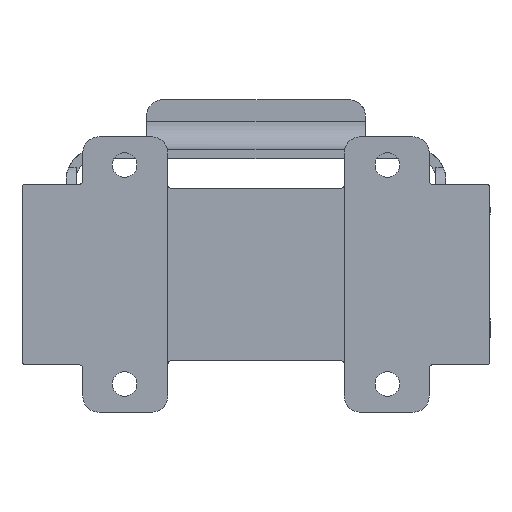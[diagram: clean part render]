
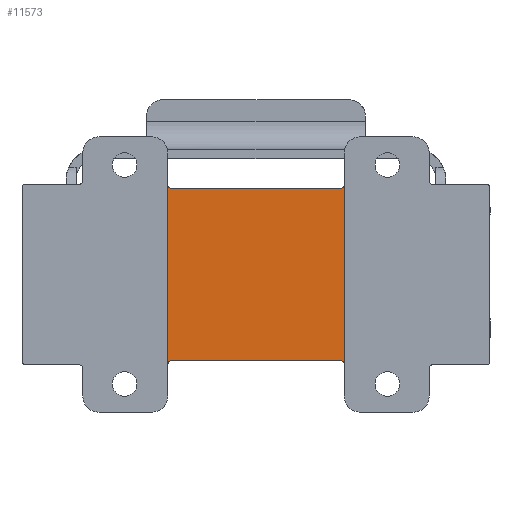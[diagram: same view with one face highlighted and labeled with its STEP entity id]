
A CAD part, front view. The second image highlights one B-rep face of the part: STEP entity #11573.
In plain terms, the highlighted planar face has unit normal (0, -1, 0).
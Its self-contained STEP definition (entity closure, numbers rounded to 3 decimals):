
#83 = CARTESIAN_POINT ( 'NONE',  ( -16.1, -51.5, -16.364 ) ) ;
#327 = DIRECTION ( 'NONE',  ( -1., 0., 0. ) ) ;
#474 = DIRECTION ( 'NONE',  ( 0., 0., 1. ) ) ;
#706 = ORIENTED_EDGE ( 'NONE', *, *, #11494, .F. ) ;
#1132 = CARTESIAN_POINT ( 'NONE',  ( -15.851, -51.5, -15.764 ) ) ;
#1188 = VERTEX_POINT ( 'NONE', #4050 ) ;
#1629 = EDGE_CURVE ( 'NONE', #2756, #1188, #6144, .T. ) ;
#1681 = CARTESIAN_POINT ( 'NONE',  ( 15.851, -51.5, 15.764 ) ) ;
#1738 = VECTOR ( 'NONE', #474, 1000. ) ;
#1756 = LINE ( 'NONE', #10368, #4219 ) ;
#2369 = EDGE_LOOP ( 'NONE', ( #13531, #8485, #3268, #9293, #4375, #8924, #706, #6079 ) ) ;
#2541 = CARTESIAN_POINT ( 'NONE',  ( -16.1, -51.5, 9.865 ) ) ;
#2668 = VERTEX_POINT ( 'NONE', #8495 ) ;
#2756 = VERTEX_POINT ( 'NONE', #11969 ) ;
#2805 = VERTEX_POINT ( 'NONE', #10980 ) ;
#3188 = VERTEX_POINT ( 'NONE', #8796 ) ;
#3191 =( BOUNDED_CURVE ( )  B_SPLINE_CURVE ( 3, ( #4498, #5577, #12949, #6670 ),
 .UNSPECIFIED., .F., .F. ) 
 B_SPLINE_CURVE_WITH_KNOTS ( ( 4, 4 ),
 ( 3.142, 4.712 ),
 .UNSPECIFIED. ) 
 CURVE ( )  GEOMETRIC_REPRESENTATION_ITEM ( )  RATIONAL_B_SPLINE_CURVE ( ( 1., 0.805, 0.805, 1. ) ) 
 REPRESENTATION_ITEM ( '' )  );
#3268 = ORIENTED_EDGE ( 'NONE', *, *, #9370, .F. ) ;
#3583 = CARTESIAN_POINT ( 'NONE',  ( -16.1, -51.5, 16.013 ) ) ;
#3675 = VERTEX_POINT ( 'NONE', #10843 ) ;
#4050 = CARTESIAN_POINT ( 'NONE',  ( 15.5, -51.5, 15.764 ) ) ;
#4219 = VECTOR ( 'NONE', #8248, 1000. ) ;
#4375 = ORIENTED_EDGE ( 'NONE', *, *, #6929, .T. ) ;
#4498 = CARTESIAN_POINT ( 'NONE',  ( 15.5, -51.5, -15.764 ) ) ;
#4509 =( BOUNDED_CURVE ( )  B_SPLINE_CURVE ( 3, ( #83, #12700, #1132, #8515 ),
 .UNSPECIFIED., .F., .F. ) 
 B_SPLINE_CURVE_WITH_KNOTS ( ( 4, 4 ),
 ( 4.712, 6.283 ),
 .UNSPECIFIED. ) 
 CURVE ( )  GEOMETRIC_REPRESENTATION_ITEM ( )  RATIONAL_B_SPLINE_CURVE ( ( 1., 0.805, 0.805, 1. ) ) 
 REPRESENTATION_ITEM ( '' )  );
#4736 = EDGE_CURVE ( 'NONE', #10417, #3675, #7391, .T. ) ;
#5577 = CARTESIAN_POINT ( 'NONE',  ( 15.851, -51.5, -15.764 ) ) ;
#5699 = CARTESIAN_POINT ( 'NONE',  ( -15.851, -51.5, 15.764 ) ) ;
#6079 = ORIENTED_EDGE ( 'NONE', *, *, #8862, .T. ) ;
#6144 =( BOUNDED_CURVE ( )  B_SPLINE_CURVE ( 3, ( #6981, #8019, #1681, #9078 ),
 .UNSPECIFIED., .F., .F. ) 
 B_SPLINE_CURVE_WITH_KNOTS ( ( 4, 4 ),
 ( 4.712, 6.283 ),
 .UNSPECIFIED. ) 
 CURVE ( )  GEOMETRIC_REPRESENTATION_ITEM ( )  RATIONAL_B_SPLINE_CURVE ( ( 1., 0.805, 0.805, 1. ) ) 
 REPRESENTATION_ITEM ( '' )  );
#6233 = PLANE ( 'NONE',  #8728 ) ;
#6286 = CARTESIAN_POINT ( 'NONE',  ( 26.725, -51.5, 9.865 ) ) ;
#6670 = CARTESIAN_POINT ( 'NONE',  ( 16.1, -51.5, -16.364 ) ) ;
#6782 = CARTESIAN_POINT ( 'NONE',  ( -15.5, -51.5, 15.764 ) ) ;
#6929 = EDGE_CURVE ( 'NONE', #12327, #2756, #12230, .T. ) ;
#6981 = CARTESIAN_POINT ( 'NONE',  ( 16.1, -51.5, 16.364 ) ) ;
#7082 = FACE_OUTER_BOUND ( 'NONE', #2369, .T. ) ;
#7360 = DIRECTION ( 'NONE',  ( 0., 0., 1. ) ) ;
#7391 = LINE ( 'NONE', #2541, #1738 ) ;
#7452 = EDGE_CURVE ( 'NONE', #2668, #12327, #3191, .T. ) ;
#7717 = CARTESIAN_POINT ( 'NONE',  ( 26.725, -51.5, -15.764 ) ) ;
#7946 =( BOUNDED_CURVE ( )  B_SPLINE_CURVE ( 3, ( #6782, #5699, #3583, #10981 ),
 .UNSPECIFIED., .F., .F. ) 
 B_SPLINE_CURVE_WITH_KNOTS ( ( 4, 4 ),
 ( 3.142, 4.712 ),
 .UNSPECIFIED. ) 
 CURVE ( )  GEOMETRIC_REPRESENTATION_ITEM ( )  RATIONAL_B_SPLINE_CURVE ( ( 1., 0.805, 0.805, 1. ) ) 
 REPRESENTATION_ITEM ( '' )  );
#8019 = CARTESIAN_POINT ( 'NONE',  ( 16.1, -51.5, 16.013 ) ) ;
#8248 = DIRECTION ( 'NONE',  ( 1., 0., 0. ) ) ;
#8485 = ORIENTED_EDGE ( 'NONE', *, *, #10595, .T. ) ;
#8495 = CARTESIAN_POINT ( 'NONE',  ( 15.5, -51.5, -15.764 ) ) ;
#8515 = CARTESIAN_POINT ( 'NONE',  ( -15.5, -51.5, -15.764 ) ) ;
#8728 = AXIS2_PLACEMENT_3D ( 'NONE', #6286, #13605, #7360 ) ;
#8796 = CARTESIAN_POINT ( 'NONE',  ( -15.5, -51.5, -15.764 ) ) ;
#8862 = EDGE_CURVE ( 'NONE', #2805, #3675, #7946, .T. ) ;
#8924 = ORIENTED_EDGE ( 'NONE', *, *, #1629, .T. ) ;
#9078 = CARTESIAN_POINT ( 'NONE',  ( 15.5, -51.5, 15.764 ) ) ;
#9293 = ORIENTED_EDGE ( 'NONE', *, *, #7452, .T. ) ;
#9370 = EDGE_CURVE ( 'NONE', #2668, #3188, #12253, .T. ) ;
#9769 = VECTOR ( 'NONE', #10375, 1000. ) ;
#10368 = CARTESIAN_POINT ( 'NONE',  ( 26.725, -51.5, 15.764 ) ) ;
#10375 = DIRECTION ( 'NONE',  ( 0., 0., 1. ) ) ;
#10417 = VERTEX_POINT ( 'NONE', #12382 ) ;
#10595 = EDGE_CURVE ( 'NONE', #10417, #3188, #4509, .T. ) ;
#10843 = CARTESIAN_POINT ( 'NONE',  ( -16.1, -51.5, 16.364 ) ) ;
#10980 = CARTESIAN_POINT ( 'NONE',  ( -15.5, -51.5, 15.764 ) ) ;
#10981 = CARTESIAN_POINT ( 'NONE',  ( -16.1, -51.5, 16.364 ) ) ;
#11426 = CARTESIAN_POINT ( 'NONE',  ( 16.1, -51.5, 9.865 ) ) ;
#11494 = EDGE_CURVE ( 'NONE', #2805, #1188, #1756, .T. ) ;
#11573 = ADVANCED_FACE ( 'NONE', ( #7082 ), #6233, .F. ) ;
#11934 = VECTOR ( 'NONE', #327, 1000. ) ;
#11969 = CARTESIAN_POINT ( 'NONE',  ( 16.1, -51.5, 16.364 ) ) ;
#12230 = LINE ( 'NONE', #11426, #9769 ) ;
#12253 = LINE ( 'NONE', #7717, #11934 ) ;
#12327 = VERTEX_POINT ( 'NONE', #12786 ) ;
#12382 = CARTESIAN_POINT ( 'NONE',  ( -16.1, -51.5, -16.364 ) ) ;
#12700 = CARTESIAN_POINT ( 'NONE',  ( -16.1, -51.5, -16.013 ) ) ;
#12786 = CARTESIAN_POINT ( 'NONE',  ( 16.1, -51.5, -16.364 ) ) ;
#12949 = CARTESIAN_POINT ( 'NONE',  ( 16.1, -51.5, -16.013 ) ) ;
#13531 = ORIENTED_EDGE ( 'NONE', *, *, #4736, .F. ) ;
#13605 = DIRECTION ( 'NONE',  ( 0., 1., 0. ) ) ;
